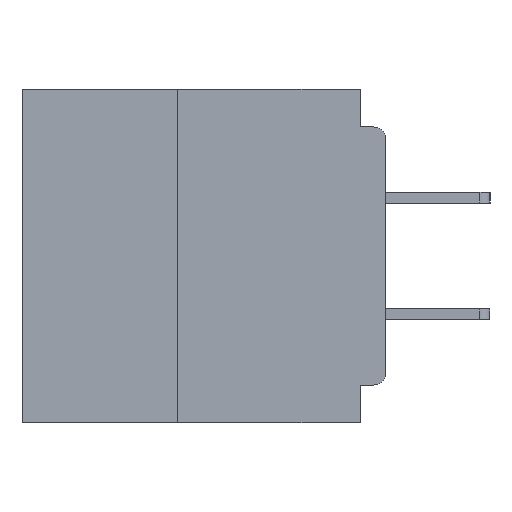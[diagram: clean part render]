
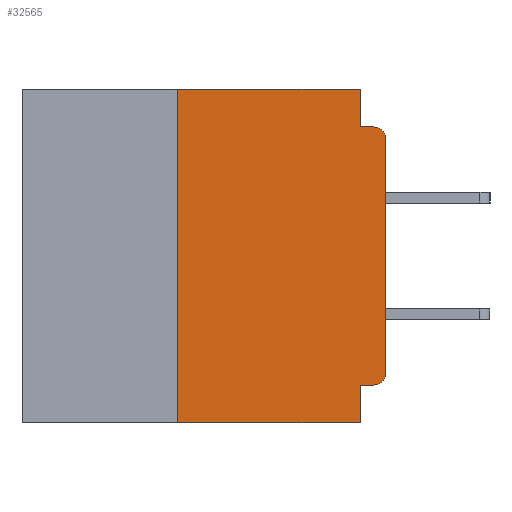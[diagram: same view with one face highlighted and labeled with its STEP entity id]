
A CAD part, left-side view. The second image highlights one B-rep face of the part: STEP entity #32565.
In plain terms, the highlighted planar face has unit normal (-1, 0, 0).
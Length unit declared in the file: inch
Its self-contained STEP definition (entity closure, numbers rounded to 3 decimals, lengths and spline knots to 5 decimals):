
#177 = VECTOR ( 'NONE', #39784, 39.37008 ) ;
#1473 = VERTEX_POINT ( 'NONE', #14887 ) ;
#3060 = DIRECTION ( 'NONE',  ( 0., -1., 0. ) ) ;
#3347 = EDGE_LOOP ( 'NONE', ( #13767, #14061, #14169, #14632, #15985, #19110, #24593, #28146, #28463, #33948 ) ) ;
#3913 = CARTESIAN_POINT ( 'NONE',  ( 0., 0.015, -0.355 ) ) ;
#4885 = LINE ( 'NONE', #8277, #39455 ) ;
#7791 = LINE ( 'NONE', #32735, #31862 ) ;
#8134 = LINE ( 'NONE', #57165, #30801 ) ;
#8277 = CARTESIAN_POINT ( 'NONE',  ( 0., 0.437, -0.4 ) ) ;
#10439 = EDGE_CURVE ( 'NONE', #57347, #11809, #4885, .T. ) ;
#11025 = CARTESIAN_POINT ( 'NONE',  ( 0., 0., -0.355 ) ) ;
#11453 = LINE ( 'NONE', #48821, #57941 ) ;
#11809 = VERTEX_POINT ( 'NONE', #57114 ) ;
#13009 = EDGE_CURVE ( 'NONE', #57327, #1473, #35000, .T. ) ;
#13085 = EDGE_CURVE ( 'NONE', #14816, #1473, #8134, .T. ) ;
#13767 = ORIENTED_EDGE ( 'NONE', *, *, #37669, .T. ) ;
#14061 = ORIENTED_EDGE ( 'NONE', *, *, #13009, .T. ) ;
#14169 = ORIENTED_EDGE ( 'NONE', *, *, #13085, .F. ) ;
#14632 = ORIENTED_EDGE ( 'NONE', *, *, #38095, .F. ) ;
#14816 = VERTEX_POINT ( 'NONE', #21187 ) ;
#14887 = CARTESIAN_POINT ( 'NONE',  ( 0., 0.015, -0.045 ) ) ;
#15985 = ORIENTED_EDGE ( 'NONE', *, *, #33943, .F. ) ;
#16214 = DIRECTION ( 'NONE',  ( -1., 0., 0. ) ) ;
#16244 = DIRECTION ( 'NONE',  ( -1., 0., 0. ) ) ;
#16456 = DIRECTION ( 'NONE',  ( 0., 0., -1. ) ) ;
#16766 = AXIS2_PLACEMENT_3D ( 'NONE', #38957, #43502, #16456 ) ;
#19110 = ORIENTED_EDGE ( 'NONE', *, *, #47643, .F. ) ;
#19280 = VECTOR ( 'NONE', #23509, 39.37008 ) ;
#19337 = LINE ( 'NONE', #38532, #53834 ) ;
#19501 = LINE ( 'NONE', #11025, #42103 ) ;
#21114 = VERTEX_POINT ( 'NONE', #57632 ) ;
#21187 = CARTESIAN_POINT ( 'NONE',  ( 0., 0.031, -0.045 ) ) ;
#22048 = DIRECTION ( 'NONE',  ( 0., -1., 0. ) ) ;
#22777 = LINE ( 'NONE', #48605, #177 ) ;
#23509 = DIRECTION ( 'NONE',  ( 0., 0., -1. ) ) ;
#23633 = CIRCLE ( 'NONE', #31788, 0.015 ) ;
#24593 = ORIENTED_EDGE ( 'NONE', *, *, #10439, .T. ) ;
#25121 = DIRECTION ( 'NONE',  ( 0., 0., 1. ) ) ;
#27311 = VERTEX_POINT ( 'NONE', #54511 ) ;
#28146 = ORIENTED_EDGE ( 'NONE', *, *, #54000, .F. ) ;
#28463 = ORIENTED_EDGE ( 'NONE', *, *, #31817, .F. ) ;
#28572 = VERTEX_POINT ( 'NONE', #3913 ) ;
#30801 = VECTOR ( 'NONE', #3060, 39.37008 ) ;
#30855 = DIRECTION ( 'NONE',  ( 0., -1., 0. ) ) ;
#30959 = CARTESIAN_POINT ( 'NONE',  ( 0., 0., -0.06 ) ) ;
#31324 = LINE ( 'NONE', #45958, #19280 ) ;
#31788 = AXIS2_PLACEMENT_3D ( 'NONE', #43254, #16214, #47752 ) ;
#31817 = EDGE_CURVE ( 'NONE', #28572, #27311, #19501, .T. ) ;
#31862 = VECTOR ( 'NONE', #55120, 39.37008 ) ;
#32565 = ADVANCED_FACE ( 'NONE', ( #39901 ), #34435, .F. ) ;
#32735 = CARTESIAN_POINT ( 'NONE',  ( 0., 0.031, -0.4 ) ) ;
#33803 = CARTESIAN_POINT ( 'NONE',  ( 0., 0.031, 0. ) ) ;
#33943 = EDGE_CURVE ( 'NONE', #40472, #41597, #11453, .T. ) ;
#33948 = ORIENTED_EDGE ( 'NONE', *, *, #58126, .T. ) ;
#34435 = PLANE ( 'NONE',  #16766 ) ;
#35000 = CIRCLE ( 'NONE', #53171, 0.015 ) ;
#37669 = EDGE_CURVE ( 'NONE', #21114, #57327, #19337, .T. ) ;
#38095 = EDGE_CURVE ( 'NONE', #41597, #14816, #31324, .T. ) ;
#38532 = CARTESIAN_POINT ( 'NONE',  ( 0., 0., 0. ) ) ;
#38627 = CARTESIAN_POINT ( 'NONE',  ( 0., 0.25, 0. ) ) ;
#38957 = CARTESIAN_POINT ( 'NONE',  ( 0., 0.437, 0. ) ) ;
#39455 = VECTOR ( 'NONE', #30855, 39.37008 ) ;
#39784 = DIRECTION ( 'NONE',  ( 0., 0., 1. ) ) ;
#39901 = FACE_OUTER_BOUND ( 'NONE', #3347, .T. ) ;
#39995 = CARTESIAN_POINT ( 'NONE',  ( 0., 0.25, -0.4 ) ) ;
#40472 = VERTEX_POINT ( 'NONE', #38627 ) ;
#41597 = VERTEX_POINT ( 'NONE', #33803 ) ;
#42103 = VECTOR ( 'NONE', #56116, 39.37008 ) ;
#43254 = CARTESIAN_POINT ( 'NONE',  ( 0., 0.015, -0.34 ) ) ;
#43290 = CARTESIAN_POINT ( 'NONE',  ( 0., 0.015, -0.06 ) ) ;
#43502 = DIRECTION ( 'NONE',  ( 1., 0., 0. ) ) ;
#45958 = CARTESIAN_POINT ( 'NONE',  ( 0., 0.031, 0. ) ) ;
#47643 = EDGE_CURVE ( 'NONE', #57347, #40472, #22777, .T. ) ;
#47752 = DIRECTION ( 'NONE',  ( 0., 0., -1. ) ) ;
#47782 = DIRECTION ( 'NONE',  ( 0., 0., -1. ) ) ;
#48605 = CARTESIAN_POINT ( 'NONE',  ( 0., 0.25, -0.4 ) ) ;
#48821 = CARTESIAN_POINT ( 'NONE',  ( 0., 0.437, 0. ) ) ;
#53171 = AXIS2_PLACEMENT_3D ( 'NONE', #43290, #16244, #47782 ) ;
#53834 = VECTOR ( 'NONE', #25121, 39.37008 ) ;
#54000 = EDGE_CURVE ( 'NONE', #27311, #11809, #7791, .T. ) ;
#54511 = CARTESIAN_POINT ( 'NONE',  ( 0., 0.031, -0.355 ) ) ;
#55120 = DIRECTION ( 'NONE',  ( 0., 0., -1. ) ) ;
#56116 = DIRECTION ( 'NONE',  ( 0., 1., 0. ) ) ;
#57114 = CARTESIAN_POINT ( 'NONE',  ( 0., 0.031, -0.4 ) ) ;
#57165 = CARTESIAN_POINT ( 'NONE',  ( 0., 0., -0.045 ) ) ;
#57327 = VERTEX_POINT ( 'NONE', #30959 ) ;
#57347 = VERTEX_POINT ( 'NONE', #39995 ) ;
#57632 = CARTESIAN_POINT ( 'NONE',  ( 0., 0., -0.34 ) ) ;
#57941 = VECTOR ( 'NONE', #22048, 39.37008 ) ;
#58126 = EDGE_CURVE ( 'NONE', #28572, #21114, #23633, .T. ) ;
